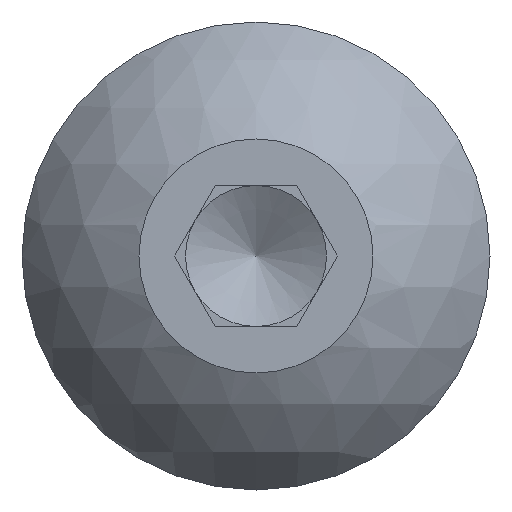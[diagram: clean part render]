
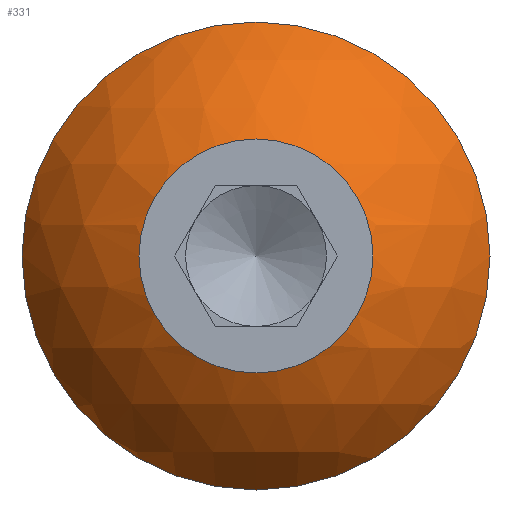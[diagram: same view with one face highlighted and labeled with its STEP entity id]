
A CAD part, left-side view. The second image highlights one B-rep face of the part: STEP entity #331.
In plain terms, the highlighted spherical face has radius 4.584 mm.
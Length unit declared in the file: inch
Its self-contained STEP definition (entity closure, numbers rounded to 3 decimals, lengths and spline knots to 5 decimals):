
#17=SPHERICAL_SURFACE('',#378,0.18048);
#19=FACE_BOUND('',#57,.T.);
#35=FACE_OUTER_BOUND('',#56,.T.);
#56=EDGE_LOOP('',(#271,#272));
#57=EDGE_LOOP('',(#273));
#128=CIRCLE('',#372,0.078);
#129=CIRCLE('',#379,0.156);
#130=CIRCLE('',#380,0.156);
#154=VERTEX_POINT('',#543);
#159=VERTEX_POINT('',#566);
#160=VERTEX_POINT('',#567);
#189=EDGE_CURVE('',#154,#154,#128,.T.);
#201=EDGE_CURVE('',#159,#160,#129,.T.);
#202=EDGE_CURVE('',#160,#159,#130,.T.);
#271=ORIENTED_EDGE('',*,*,#201,.T.);
#272=ORIENTED_EDGE('',*,*,#202,.T.);
#273=ORIENTED_EDGE('',*,*,#189,.F.);
#331=ADVANCED_FACE('',(#35,#19),#17,.T.);
#372=AXIS2_PLACEMENT_3D('',#544,#438,#439);
#378=AXIS2_PLACEMENT_3D('',#565,#461,#462);
#379=AXIS2_PLACEMENT_3D('',#568,#463,#464);
#380=AXIS2_PLACEMENT_3D('',#569,#465,#466);
#438=DIRECTION('center_axis',(-1.,0.,0.));
#439=DIRECTION('ref_axis',(0.,0.,1.));
#461=DIRECTION('center_axis',(0.,0.,1.));
#462=DIRECTION('ref_axis',(-1.,0.001,0.));
#463=DIRECTION('center_axis',(-1.,0.,0.));
#464=DIRECTION('ref_axis',(0.,0.,1.));
#465=DIRECTION('center_axis',(-1.,0.,0.));
#466=DIRECTION('ref_axis',(0.,0.,1.));
#543=CARTESIAN_POINT('',(0.,0.078,0.));
#544=CARTESIAN_POINT('Origin',(0.,0.,0.));
#565=CARTESIAN_POINT('Origin',(0.16275,0.,0.));
#566=CARTESIAN_POINT('',(0.072,0.,0.156));
#567=CARTESIAN_POINT('',(0.072,0.,-0.156));
#568=CARTESIAN_POINT('Origin',(0.072,0.,0.));
#569=CARTESIAN_POINT('Origin',(0.072,0.,0.));
